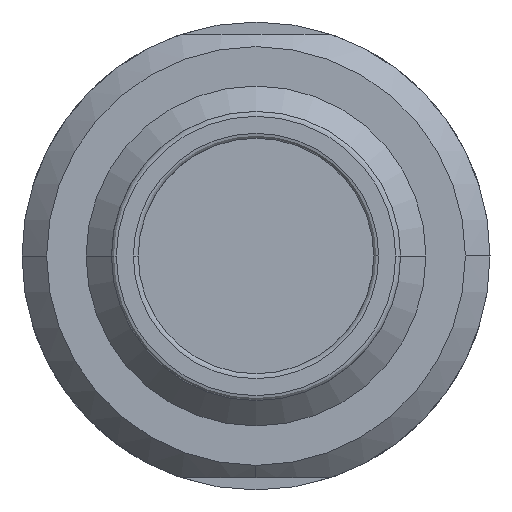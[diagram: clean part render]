
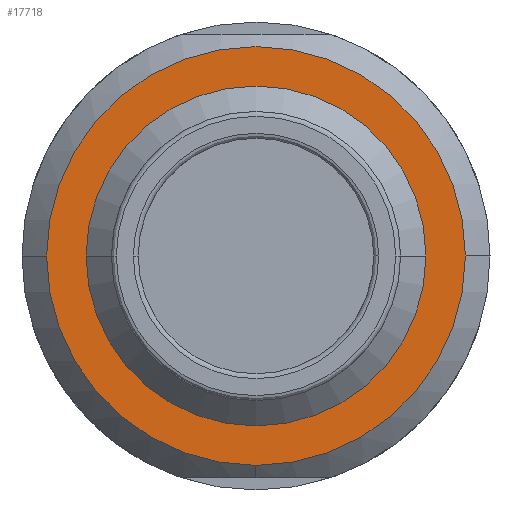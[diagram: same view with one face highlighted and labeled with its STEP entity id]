
A CAD part, left-side view. The second image highlights one B-rep face of the part: STEP entity #17718.
In plain terms, the highlighted planar face has unit normal (-1, 0, 0).
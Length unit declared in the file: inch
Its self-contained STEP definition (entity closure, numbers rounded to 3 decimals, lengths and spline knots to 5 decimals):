
#103 = CARTESIAN_POINT ( 'NONE',  ( 0.31496, 0., 0. ) ) ;
#159 = AXIS2_PLACEMENT_3D ( 'NONE', #24613, #7645, #14433 ) ;
#1173 = DIRECTION ( 'NONE',  ( -1., 0., 0. ) ) ;
#1402 = DIRECTION ( 'NONE',  ( 0., -1., 0. ) ) ;
#1605 = DIRECTION ( 'NONE',  ( 0., 0., 1. ) ) ;
#1792 = CARTESIAN_POINT ( 'NONE',  ( 0.31496, 0., 0. ) ) ;
#2520 = AXIS2_PLACEMENT_3D ( 'NONE', #1792, #27666, #25817 ) ;
#3286 = FACE_OUTER_BOUND ( 'NONE', #16196, .T. ) ;
#3688 = VERTEX_POINT ( 'NONE', #22262 ) ;
#4215 = AXIS2_PLACEMENT_3D ( 'NONE', #14191, #1173, #1605 ) ;
#4337 = CIRCLE ( 'NONE', #15183, 0.11555 ) ;
#4770 = CIRCLE ( 'NONE', #2520, 0.16732 ) ;
#5767 = ORIENTED_EDGE ( 'NONE', *, *, #19572, .F. ) ;
#7645 = DIRECTION ( 'NONE',  ( -1., 0., 0. ) ) ;
#7952 = CIRCLE ( 'NONE', #18324, 0.11555 ) ;
#8119 = CARTESIAN_POINT ( 'NONE',  ( 0.31496, -0.16732, 0. ) ) ;
#8178 = EDGE_CURVE ( 'NONE', #24075, #18654, #22405, .T. ) ;
#11233 = ORIENTED_EDGE ( 'NONE', *, *, #8178, .T. ) ;
#11718 = ORIENTED_EDGE ( 'NONE', *, *, #17619, .T. ) ;
#13263 = DIRECTION ( 'NONE',  ( 1., 0., 0. ) ) ;
#13729 = EDGE_CURVE ( 'NONE', #24774, #24075, #4770, .T. ) ;
#14191 = CARTESIAN_POINT ( 'NONE',  ( 0.31496, 0., 0. ) ) ;
#14433 = DIRECTION ( 'NONE',  ( 0., 1., 0. ) ) ;
#14680 = DIRECTION ( 'NONE',  ( -1., 0., 0. ) ) ;
#15183 = AXIS2_PLACEMENT_3D ( 'NONE', #103, #14680, #17364 ) ;
#15936 = CARTESIAN_POINT ( 'NONE',  ( 0.31496, 0., -0.16732 ) ) ;
#16196 = EDGE_LOOP ( 'NONE', ( #11233, #11718, #18767 ) ) ;
#16458 = CARTESIAN_POINT ( 'NONE',  ( 0.31496, -0.11555, 0. ) ) ;
#16547 = AXIS2_PLACEMENT_3D ( 'NONE', #20792, #18390, #1402 ) ;
#17364 = DIRECTION ( 'NONE',  ( 0., 1., 0. ) ) ;
#17619 = EDGE_CURVE ( 'NONE', #18654, #24774, #27722, .T. ) ;
#17718 = ADVANCED_FACE ( 'NONE', ( #18872, #3286 ), #25220, .T. ) ;
#18324 = AXIS2_PLACEMENT_3D ( 'NONE', #19907, #13263, #22295 ) ;
#18390 = DIRECTION ( 'NONE',  ( -1., 0., 0. ) ) ;
#18654 = VERTEX_POINT ( 'NONE', #25963 ) ;
#18767 = ORIENTED_EDGE ( 'NONE', *, *, #13729, .T. ) ;
#18872 = FACE_BOUND ( 'NONE', #26860, .T. ) ;
#19572 = EDGE_CURVE ( 'NONE', #3688, #20535, #4337, .T. ) ;
#19742 = EDGE_CURVE ( 'NONE', #3688, #20535, #7952, .T. ) ;
#19907 = CARTESIAN_POINT ( 'NONE',  ( 0.31496, 0., 0. ) ) ;
#20535 = VERTEX_POINT ( 'NONE', #16458 ) ;
#20792 = CARTESIAN_POINT ( 'NONE',  ( 0.31496, 0., 0. ) ) ;
#22262 = CARTESIAN_POINT ( 'NONE',  ( 0.31496, 0.11555, 0. ) ) ;
#22295 = DIRECTION ( 'NONE',  ( 0., 1., 0. ) ) ;
#22405 = CIRCLE ( 'NONE', #16547, 0.16732 ) ;
#24075 = VERTEX_POINT ( 'NONE', #8119 ) ;
#24613 = CARTESIAN_POINT ( 'NONE',  ( 0.31496, 0., 0. ) ) ;
#24774 = VERTEX_POINT ( 'NONE', #15936 ) ;
#25220 = PLANE ( 'NONE',  #4215 ) ;
#25817 = DIRECTION ( 'NONE',  ( 0., 1., 0. ) ) ;
#25963 = CARTESIAN_POINT ( 'NONE',  ( 0.31496, 0.16732, 0. ) ) ;
#26860 = EDGE_LOOP ( 'NONE', ( #27269, #5767 ) ) ;
#27269 = ORIENTED_EDGE ( 'NONE', *, *, #19742, .T. ) ;
#27666 = DIRECTION ( 'NONE',  ( -1., 0., 0. ) ) ;
#27722 = CIRCLE ( 'NONE', #159, 0.16732 ) ;
